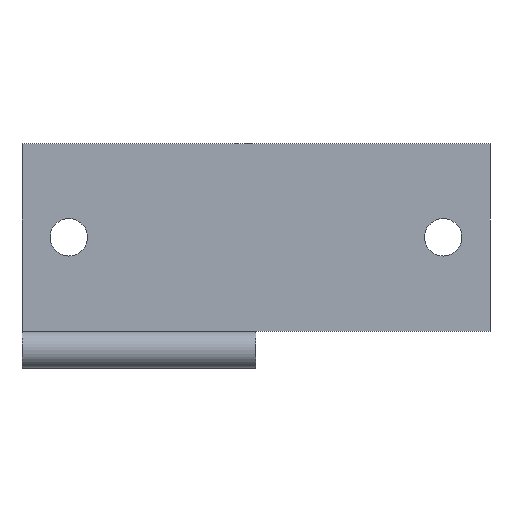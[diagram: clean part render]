
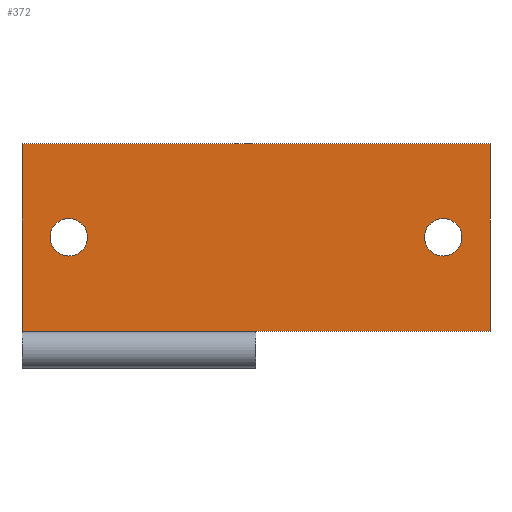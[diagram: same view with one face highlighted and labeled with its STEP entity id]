
A CAD part, front view. The second image highlights one B-rep face of the part: STEP entity #372.
In plain terms, the highlighted planar face has unit normal (0, -1, 0).
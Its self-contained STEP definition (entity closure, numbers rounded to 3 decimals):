
#9 = VERTEX_POINT ( 'NONE', #403 ) ;
#24 = LINE ( 'NONE', #541, #417 ) ;
#29 = CARTESIAN_POINT ( 'NONE',  ( -20., -0.5, -2. ) ) ;
#33 = DIRECTION ( 'NONE',  ( 0., 0., -1. ) ) ;
#35 = CIRCLE ( 'NONE', #386, 2. ) ;
#39 = CARTESIAN_POINT ( 'NONE',  ( 20., -0.5, 0. ) ) ;
#46 = ORIENTED_EDGE ( 'NONE', *, *, #138, .T. ) ;
#53 = VERTEX_POINT ( 'NONE', #492 ) ;
#56 = DIRECTION ( 'NONE',  ( 0., 0., -1. ) ) ;
#59 = CARTESIAN_POINT ( 'NONE',  ( 0., -0.5, -10.064 ) ) ;
#61 = EDGE_CURVE ( 'NONE', #426, #316, #116, .T. ) ;
#62 = VECTOR ( 'NONE', #349, 1000. ) ;
#63 = CARTESIAN_POINT ( 'NONE',  ( 0., -0.5, -10.064 ) ) ;
#67 = EDGE_CURVE ( 'NONE', #152, #53, #81, .T. ) ;
#76 = CARTESIAN_POINT ( 'NONE',  ( -25., -0.5, 10. ) ) ;
#81 = CIRCLE ( 'NONE', #424, 2. ) ;
#87 = VERTEX_POINT ( 'NONE', #29 ) ;
#90 = CIRCLE ( 'NONE', #153, 2. ) ;
#92 = ORIENTED_EDGE ( 'NONE', *, *, #102, .F. ) ;
#100 = DIRECTION ( 'NONE',  ( 0., 0., -1. ) ) ;
#102 = EDGE_CURVE ( 'NONE', #87, #9, #291, .T. ) ;
#103 = DIRECTION ( 'NONE',  ( 0., 0., -1. ) ) ;
#115 = CARTESIAN_POINT ( 'NONE',  ( -25., -0.5, 10. ) ) ;
#116 = LINE ( 'NONE', #282, #62 ) ;
#120 = AXIS2_PLACEMENT_3D ( 'NONE', #76, #248, #413 ) ;
#136 = VECTOR ( 'NONE', #515, 1000. ) ;
#138 = EDGE_CURVE ( 'NONE', #426, #231, #147, .T. ) ;
#147 = LINE ( 'NONE', #63, #348 ) ;
#148 = DIRECTION ( 'NONE',  ( 0., -1., 0. ) ) ;
#152 = VERTEX_POINT ( 'NONE', #444 ) ;
#153 = AXIS2_PLACEMENT_3D ( 'NONE', #39, #391, #100 ) ;
#156 = DIRECTION ( 'NONE',  ( 0., -1., 0. ) ) ;
#162 = LINE ( 'NONE', #365, #485 ) ;
#171 = CARTESIAN_POINT ( 'NONE',  ( -25., -0.5, -10.064 ) ) ;
#184 = EDGE_LOOP ( 'NONE', ( #216, #532 ) ) ;
#186 = EDGE_CURVE ( 'NONE', #9, #87, #35, .T. ) ;
#188 = DIRECTION ( 'NONE',  ( 0., -1., 0. ) ) ;
#193 = LINE ( 'NONE', #525, #136 ) ;
#199 = AXIS2_PLACEMENT_3D ( 'NONE', #366, #188, #56 ) ;
#200 = DIRECTION ( 'NONE',  ( 1., 0., 0. ) ) ;
#216 = ORIENTED_EDGE ( 'NONE', *, *, #67, .F. ) ;
#218 = ORIENTED_EDGE ( 'NONE', *, *, #321, .F. ) ;
#228 = ORIENTED_EDGE ( 'NONE', *, *, #61, .F. ) ;
#231 = VERTEX_POINT ( 'NONE', #59 ) ;
#248 = DIRECTION ( 'NONE',  ( 0., -1., 0. ) ) ;
#255 = EDGE_CURVE ( 'NONE', #231, #280, #193, .T. ) ;
#272 = DIRECTION ( 'NONE',  ( 1., 0., 0. ) ) ;
#280 = VERTEX_POINT ( 'NONE', #489 ) ;
#282 = CARTESIAN_POINT ( 'NONE',  ( -25., -0.5, -10. ) ) ;
#285 = FACE_OUTER_BOUND ( 'NONE', #550, .T. ) ;
#291 = CIRCLE ( 'NONE', #199, 2. ) ;
#292 = ORIENTED_EDGE ( 'NONE', *, *, #350, .F. ) ;
#309 = CARTESIAN_POINT ( 'NONE',  ( -20., -0.5, 0. ) ) ;
#316 = VERTEX_POINT ( 'NONE', #115 ) ;
#321 = EDGE_CURVE ( 'NONE', #363, #280, #162, .T. ) ;
#345 = ORIENTED_EDGE ( 'NONE', *, *, #186, .F. ) ;
#348 = VECTOR ( 'NONE', #272, 1000. ) ;
#349 = DIRECTION ( 'NONE',  ( 0., 0., 1. ) ) ;
#350 = EDGE_CURVE ( 'NONE', #316, #363, #24, .T. ) ;
#362 = CARTESIAN_POINT ( 'NONE',  ( 25., -0.5, 10. ) ) ;
#363 = VERTEX_POINT ( 'NONE', #362 ) ;
#365 = CARTESIAN_POINT ( 'NONE',  ( 25., -0.5, -10. ) ) ;
#366 = CARTESIAN_POINT ( 'NONE',  ( -20., -0.5, 0. ) ) ;
#372 = ADVANCED_FACE ( 'NONE', ( #534, #494, #285 ), #456, .T. ) ;
#386 = AXIS2_PLACEMENT_3D ( 'NONE', #309, #156, #400 ) ;
#389 = EDGE_LOOP ( 'NONE', ( #345, #92 ) ) ;
#391 = DIRECTION ( 'NONE',  ( 0., -1., 0. ) ) ;
#400 = DIRECTION ( 'NONE',  ( 0., 0., -1. ) ) ;
#401 = ORIENTED_EDGE ( 'NONE', *, *, #255, .T. ) ;
#403 = CARTESIAN_POINT ( 'NONE',  ( -20., -0.5, 2. ) ) ;
#406 = EDGE_CURVE ( 'NONE', #53, #152, #90, .T. ) ;
#413 = DIRECTION ( 'NONE',  ( 0., 0., -1. ) ) ;
#417 = VECTOR ( 'NONE', #200, 1000. ) ;
#424 = AXIS2_PLACEMENT_3D ( 'NONE', #521, #148, #103 ) ;
#426 = VERTEX_POINT ( 'NONE', #171 ) ;
#444 = CARTESIAN_POINT ( 'NONE',  ( 20., -0.5, 2. ) ) ;
#456 = PLANE ( 'NONE',  #120 ) ;
#485 = VECTOR ( 'NONE', #33, 1000. ) ;
#489 = CARTESIAN_POINT ( 'NONE',  ( 25., -0.5, -10.064 ) ) ;
#492 = CARTESIAN_POINT ( 'NONE',  ( 20., -0.5, -2. ) ) ;
#494 = FACE_BOUND ( 'NONE', #389, .T. ) ;
#515 = DIRECTION ( 'NONE',  ( 1., 0., 0. ) ) ;
#521 = CARTESIAN_POINT ( 'NONE',  ( 20., -0.5, 0. ) ) ;
#525 = CARTESIAN_POINT ( 'NONE',  ( 0., -0.5, -10.064 ) ) ;
#532 = ORIENTED_EDGE ( 'NONE', *, *, #406, .F. ) ;
#534 = FACE_BOUND ( 'NONE', #184, .T. ) ;
#541 = CARTESIAN_POINT ( 'NONE',  ( 25., -0.5, 10. ) ) ;
#550 = EDGE_LOOP ( 'NONE', ( #228, #46, #401, #218, #292 ) ) ;
